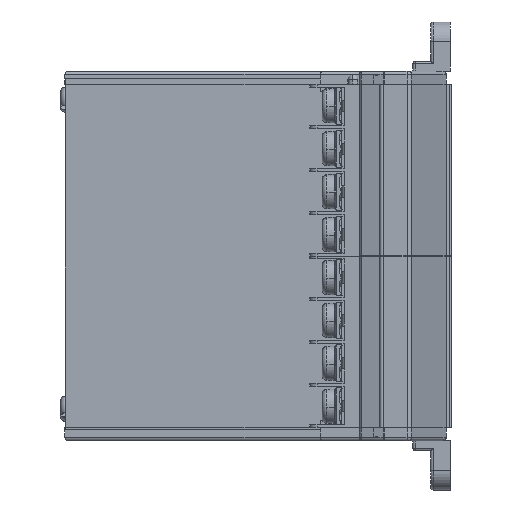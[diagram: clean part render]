
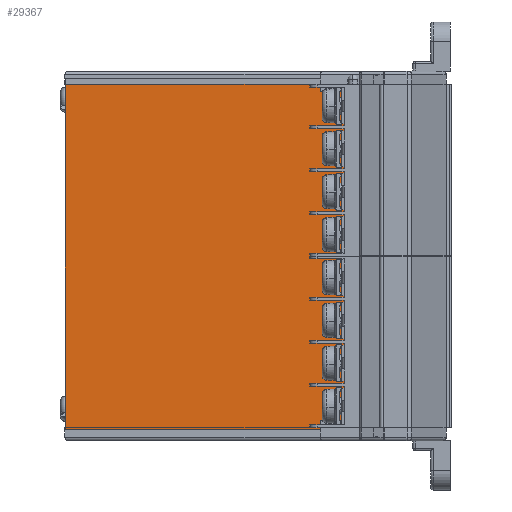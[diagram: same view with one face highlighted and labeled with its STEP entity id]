
A CAD part, left-side view. The second image highlights one B-rep face of the part: STEP entity #29367.
In plain terms, the highlighted planar face has unit normal (-1, 0, 0.002).
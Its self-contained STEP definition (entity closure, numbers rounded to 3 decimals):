
#224 = VERTEX_POINT ( 'NONE', #19037 ) ;
#801 = EDGE_CURVE ( 'NONE', #8469, #15449, #10187, .T. ) ;
#1206 = CARTESIAN_POINT ( 'NONE',  ( -35., 31., 0. ) ) ;
#1722 = EDGE_CURVE ( 'NONE', #224, #15449, #11311, .T. ) ;
#2043 = EDGE_CURVE ( 'NONE', #11574, #224, #4204, .T. ) ;
#2271 = CARTESIAN_POINT ( 'NONE',  ( -35., 31., -71.5 ) ) ;
#3175 = EDGE_CURVE ( 'NONE', #11574, #8469, #32205, .T. ) ;
#3640 = EDGE_LOOP ( 'NONE', ( #4142, #31101, #15429, #6326 ) ) ;
#4142 = ORIENTED_EDGE ( 'NONE', *, *, #801, .F. ) ;
#4204 = LINE ( 'NONE', #10269, #12516 ) ;
#6326 = ORIENTED_EDGE ( 'NONE', *, *, #1722, .T. ) ;
#6673 = CARTESIAN_POINT ( 'NONE',  ( -35., -31., 0. ) ) ;
#7954 = DIRECTION ( 'NONE',  ( 0., -1., 0. ) ) ;
#8469 = VERTEX_POINT ( 'NONE', #21471 ) ;
#8613 = DIRECTION ( 'NONE',  ( 0., -1., 0. ) ) ;
#10187 = LINE ( 'NONE', #1206, #29604 ) ;
#10269 = CARTESIAN_POINT ( 'NONE',  ( -35., 31., -71.5 ) ) ;
#11311 = LINE ( 'NONE', #15925, #25570 ) ;
#11574 = VERTEX_POINT ( 'NONE', #21246 ) ;
#12516 = VECTOR ( 'NONE', #7954, 1000. ) ;
#15429 = ORIENTED_EDGE ( 'NONE', *, *, #2043, .T. ) ;
#15449 = VERTEX_POINT ( 'NONE', #6673 ) ;
#15522 = DIRECTION ( 'NONE',  ( 0., 0., 1. ) ) ;
#15925 = CARTESIAN_POINT ( 'NONE',  ( -35., -31., -71.5 ) ) ;
#17284 = AXIS2_PLACEMENT_3D ( 'NONE', #25812, #23370, #15522 ) ;
#18518 = DIRECTION ( 'NONE',  ( 0., 0., 1. ) ) ;
#19037 = CARTESIAN_POINT ( 'NONE',  ( -35., -31., -71.5 ) ) ;
#21246 = CARTESIAN_POINT ( 'NONE',  ( -35., 31., -71.5 ) ) ;
#21471 = CARTESIAN_POINT ( 'NONE',  ( -35., 31., 0. ) ) ;
#23370 = DIRECTION ( 'NONE',  ( -1., 0., 0. ) ) ;
#25570 = VECTOR ( 'NONE', #18518, 1000. ) ;
#25812 = CARTESIAN_POINT ( 'NONE',  ( -35., 31., -71.5 ) ) ;
#26853 = FACE_OUTER_BOUND ( 'NONE', #3640, .T. ) ;
#29367 = ADVANCED_FACE ( 'NONE', ( #26853 ), #31000, .T. ) ;
#29604 = VECTOR ( 'NONE', #8613, 1000. ) ;
#29824 = DIRECTION ( 'NONE',  ( 0., 0., 1. ) ) ;
#31000 = PLANE ( 'NONE',  #17284 ) ;
#31101 = ORIENTED_EDGE ( 'NONE', *, *, #3175, .F. ) ;
#32205 = LINE ( 'NONE', #2271, #32610 ) ;
#32610 = VECTOR ( 'NONE', #29824, 1000. ) ;
